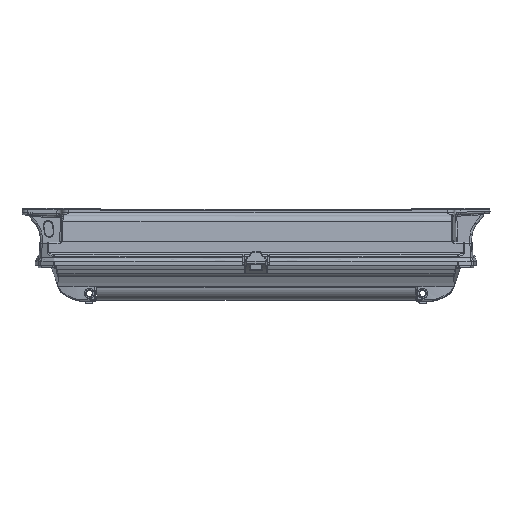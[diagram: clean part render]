
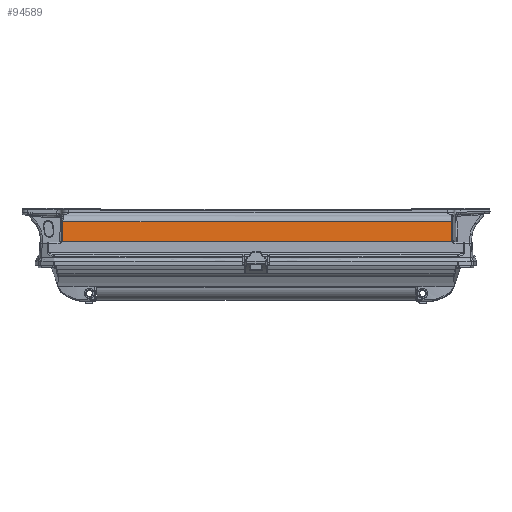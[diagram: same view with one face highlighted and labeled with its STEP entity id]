
A CAD part, top view. The second image highlights one B-rep face of the part: STEP entity #94589.
In plain terms, the highlighted cylindrical face has radius 326.911 mm (diameter 653.822 mm), a partial arc.
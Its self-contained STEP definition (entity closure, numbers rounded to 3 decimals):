
#542 = CARTESIAN_POINT ( 'NONE',  ( 184.363, 74.6, 87.235 ) ) ;
#3306 = CARTESIAN_POINT ( 'NONE',  ( 184.363, 74.6, 87.235 ) ) ;
#6146 = CARTESIAN_POINT ( 'NONE',  ( -181.829, 87.648, 86.545 ) ) ;
#6246 = ORIENTED_EDGE ( 'NONE', *, *, #76062, .F. ) ;
#6799 = CARTESIAN_POINT ( 'NONE',  ( -182.25, 75.57, 87.198 ) ) ;
#7532 = CARTESIAN_POINT ( 'NONE',  ( 183.885, 81.614, 86.955 ) ) ;
#7992 = VERTEX_POINT ( 'NONE', #8817 ) ;
#8817 = CARTESIAN_POINT ( 'NONE',  ( -182.25, 75.57, 87.198 ) ) ;
#9285 = CARTESIAN_POINT ( 'NONE',  ( -182.537, 74.6, 87.235 ) ) ;
#9748 = CYLINDRICAL_SURFACE ( 'NONE', #65626, 326.911 ) ;
#10515 = B_SPLINE_CURVE_WITH_KNOTS ( 'NONE', 3,
 ( #44861, #77622, #85686, #16966, #24654, #9285, #31405 ),
 .UNSPECIFIED., .F., .F.,
 ( 4, 3, 4 ),
 ( 0., 0., 0. ),
 .UNSPECIFIED. ) ;
#10738 = CARTESIAN_POINT ( 'NONE',  ( 184.082, 75.399, 87.205 ) ) ;
#10956 = B_SPLINE_CURVE_WITH_KNOTS ( 'NONE', 3,
 ( #20524, #66069, #88628, #74183, #80848, #20187, #35677 ),
 .UNSPECIFIED., .F., .F.,
 ( 4, 3, 4 ),
 ( 0., 0., 0. ),
 .UNSPECIFIED. ) ;
#12598 = CARTESIAN_POINT ( 'NONE',  ( -182.283, 75.232, 87.211 ) ) ;
#16966 = CARTESIAN_POINT ( 'NONE',  ( -182.537, 74.6, 87.235 ) ) ;
#17707 = CARTESIAN_POINT ( 'NONE',  ( -262.5, 93.668, 85.968 ) ) ;
#18677 = DIRECTION ( 'NONE',  ( 0., 0., -1. ) ) ;
#20187 = CARTESIAN_POINT ( 'NONE',  ( 184.363, 74.6, 87.235 ) ) ;
#20524 = CARTESIAN_POINT ( 'NONE',  ( 184.362, 74.6, 87.235 ) ) ;
#21933 = B_SPLINE_CURVE_WITH_KNOTS ( 'NONE', 3,
 ( #99070, #7532, #91359, #69493 ),
 .UNSPECIFIED., .F., .F.,
 ( 4, 4 ),
 ( 0., 0.018 ),
 .UNSPECIFIED. ) ;
#24406 = ORIENTED_EDGE ( 'NONE', *, *, #46572, .T. ) ;
#24654 = CARTESIAN_POINT ( 'NONE',  ( -182.537, 74.6, 87.235 ) ) ;
#24754 = DIRECTION ( 'NONE',  ( 1., 0., 0. ) ) ;
#24780 = CARTESIAN_POINT ( 'NONE',  ( -182.537, 74.6, 87.235 ) ) ;
#27335 = CARTESIAN_POINT ( 'NONE',  ( -182.449, 74.747, 87.23 ) ) ;
#27345 = VERTEX_POINT ( 'NONE', #24780 ) ;
#27804 = VECTOR ( 'NONE', #24754, 1000. ) ;
#29841 = EDGE_CURVE ( 'NONE', #27345, #86102, #88572, .T. ) ;
#31405 = CARTESIAN_POINT ( 'NONE',  ( -182.537, 74.6, 87.235 ) ) ;
#34047 = CARTESIAN_POINT ( 'NONE',  ( -182.256, 75.399, 87.205 ) ) ;
#35540 = VERTEX_POINT ( 'NONE', #542 ) ;
#35677 = CARTESIAN_POINT ( 'NONE',  ( 184.363, 74.6, 87.235 ) ) ;
#35727 = CARTESIAN_POINT ( 'NONE',  ( -182.538, 74.6, 87.235 ) ) ;
#36217 = CARTESIAN_POINT ( 'NONE',  ( -262.5, 62.468, -239.451 ) ) ;
#37396 = CARTESIAN_POINT ( 'NONE',  ( -181.62, 93.668, 85.968 ) ) ;
#44074 = VERTEX_POINT ( 'NONE', #59912 ) ;
#44861 = CARTESIAN_POINT ( 'NONE',  ( -182.538, 74.6, 87.235 ) ) ;
#46181 = CARTESIAN_POINT ( 'NONE',  ( 184.362, 74.6, 87.235 ) ) ;
#46572 = EDGE_CURVE ( 'NONE', #7992, #98137, #95029, .T. ) ;
#49592 = CARTESIAN_POINT ( 'NONE',  ( 184.205, 74.906, 87.224 ) ) ;
#51311 =( BOUNDED_CURVE ( )  B_SPLINE_CURVE ( 3, ( #37396, #6146, #52692, #6799 ),
 .UNSPECIFIED., .F., .F. ) 
 B_SPLINE_CURVE_WITH_KNOTS ( ( 4, 4 ),
 ( 1.475, 1.531 ),
 .UNSPECIFIED. ) 
 CURVE ( )  GEOMETRIC_REPRESENTATION_ITEM ( )  RATIONAL_B_SPLINE_CURVE ( ( 1., 1., 1., 1. ) ) 
 REPRESENTATION_ITEM ( '' )  );
#51316 = VECTOR ( 'NONE', #74999, 1000. ) ;
#51529 = DIRECTION ( 'NONE',  ( 1., 0., 0. ) ) ;
#51533 = EDGE_LOOP ( 'NONE', ( #51629, #76500, #83455, #64352, #6246, #99499, #24406, #78925 ) ) ;
#51629 = ORIENTED_EDGE ( 'NONE', *, *, #29841, .T. ) ;
#52692 = CARTESIAN_POINT ( 'NONE',  ( -182.039, 81.613, 86.955 ) ) ;
#52925 = LINE ( 'NONE', #17707, #27804 ) ;
#53007 = EDGE_CURVE ( 'NONE', #98137, #27345, #10515, .T. ) ;
#59912 = CARTESIAN_POINT ( 'NONE',  ( 184.077, 75.57, 87.198 ) ) ;
#64352 = ORIENTED_EDGE ( 'NONE', *, *, #77487, .T. ) ;
#64938 = CARTESIAN_POINT ( 'NONE',  ( 184.109, 75.232, 87.211 ) ) ;
#65104 = CARTESIAN_POINT ( 'NONE',  ( -182.538, 74.6, 87.235 ) ) ;
#65626 = AXIS2_PLACEMENT_3D ( 'NONE', #36217, #51529, #18677 ) ;
#66069 = CARTESIAN_POINT ( 'NONE',  ( 184.362, 74.6, 87.235 ) ) ;
#66145 = FACE_OUTER_BOUND ( 'NONE', #51533, .T. ) ;
#66931 = CARTESIAN_POINT ( 'NONE',  ( -262.5, 74.6, 87.235 ) ) ;
#68386 = VERTEX_POINT ( 'NONE', #73019 ) ;
#69493 = CARTESIAN_POINT ( 'NONE',  ( 183.542, 93.668, 85.968 ) ) ;
#72259 = CARTESIAN_POINT ( 'NONE',  ( -182.25, 75.57, 87.198 ) ) ;
#72600 = B_SPLINE_CURVE_WITH_KNOTS ( 'NONE', 3,
 ( #3306, #94849, #49592, #64938, #10738, #80074 ),
 .UNSPECIFIED., .F., .F.,
 ( 4, 2, 4 ),
 ( 0., 0.001, 0.001 ),
 .UNSPECIFIED. ) ;
#73019 = CARTESIAN_POINT ( 'NONE',  ( -181.62, 93.668, 85.968 ) ) ;
#73034 = EDGE_CURVE ( 'NONE', #86102, #35540, #10956, .T. ) ;
#74183 = CARTESIAN_POINT ( 'NONE',  ( 184.363, 74.6, 87.235 ) ) ;
#74999 = DIRECTION ( 'NONE',  ( 1., 0., 0. ) ) ;
#76062 = EDGE_CURVE ( 'NONE', #68386, #89801, #52925, .T. ) ;
#76500 = ORIENTED_EDGE ( 'NONE', *, *, #73034, .T. ) ;
#77487 = EDGE_CURVE ( 'NONE', #44074, #89801, #21933, .T. ) ;
#77569 = CARTESIAN_POINT ( 'NONE',  ( 183.542, 93.668, 85.968 ) ) ;
#77622 = CARTESIAN_POINT ( 'NONE',  ( -182.538, 74.6, 87.235 ) ) ;
#77708 = EDGE_CURVE ( 'NONE', #35540, #44074, #72600, .T. ) ;
#78925 = ORIENTED_EDGE ( 'NONE', *, *, #53007, .T. ) ;
#80074 = CARTESIAN_POINT ( 'NONE',  ( 184.077, 75.57, 87.198 ) ) ;
#80848 = CARTESIAN_POINT ( 'NONE',  ( 184.363, 74.6, 87.235 ) ) ;
#81548 = CARTESIAN_POINT ( 'NONE',  ( -182.38, 74.906, 87.224 ) ) ;
#83455 = ORIENTED_EDGE ( 'NONE', *, *, #77708, .T. ) ;
#85686 = CARTESIAN_POINT ( 'NONE',  ( -182.538, 74.6, 87.235 ) ) ;
#86102 = VERTEX_POINT ( 'NONE', #46181 ) ;
#87521 = EDGE_CURVE ( 'NONE', #68386, #7992, #51311, .T. ) ;
#88572 = LINE ( 'NONE', #66931, #51316 ) ;
#88628 = CARTESIAN_POINT ( 'NONE',  ( 184.363, 74.6, 87.235 ) ) ;
#89801 = VERTEX_POINT ( 'NONE', #77569 ) ;
#91359 = CARTESIAN_POINT ( 'NONE',  ( 183.707, 87.646, 86.545 ) ) ;
#94589 = ADVANCED_FACE ( 'NONE', ( #66145 ), #9748, .T. ) ;
#94849 = CARTESIAN_POINT ( 'NONE',  ( 184.275, 74.747, 87.23 ) ) ;
#95029 = B_SPLINE_CURVE_WITH_KNOTS ( 'NONE', 3,
 ( #72259, #34047, #12598, #81548, #27335, #35727 ),
 .UNSPECIFIED., .F., .F.,
 ( 4, 2, 4 ),
 ( 0., 0.001, 0.001 ),
 .UNSPECIFIED. ) ;
#98137 = VERTEX_POINT ( 'NONE', #65104 ) ;
#99070 = CARTESIAN_POINT ( 'NONE',  ( 184.077, 75.57, 87.198 ) ) ;
#99499 = ORIENTED_EDGE ( 'NONE', *, *, #87521, .T. ) ;
